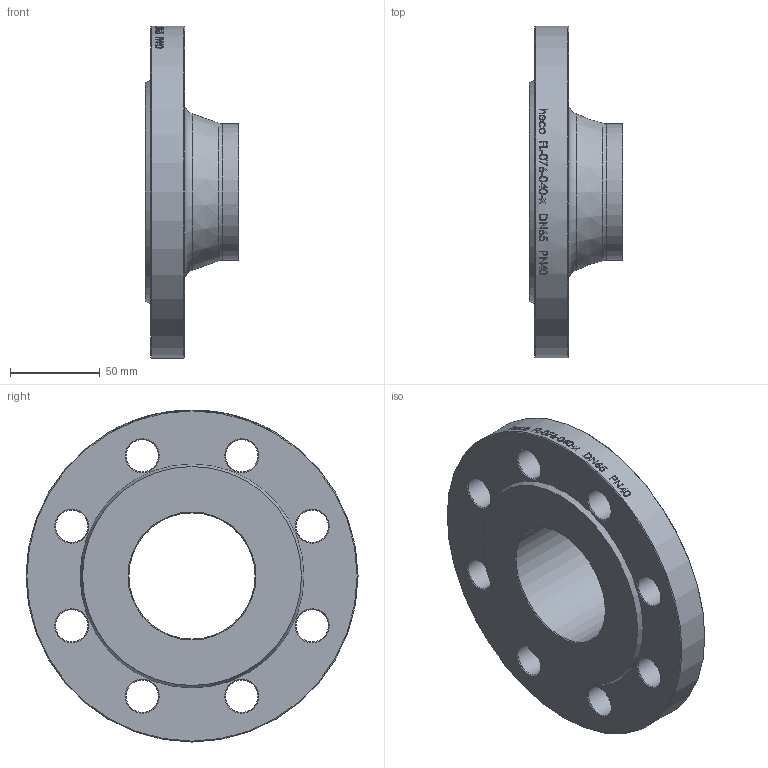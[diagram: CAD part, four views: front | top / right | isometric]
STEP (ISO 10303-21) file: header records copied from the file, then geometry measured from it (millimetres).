
FILE_DESCRIPTION (( 'STEP AP214' ), '1' );
FILE_NAME ('FL-076-040-x Vorschweissflansch PN40 DN65 iso DIN2635 2009.STEP', '2020-09-24T12:09:41', ( '' ), ( '' ), 'SwSTEP 2.0', 'SolidWorks 2019', '' );
FILE_SCHEMA (( 'AUTOMOTIVE_DESIGN' ));
Length unit declared in the file: millimetre
Products named in the file (1): FL-076-040-x Vorschweissflansch PN40 DN65 iso DIN2635 2009
Bounding box: 52 x 185 x 185 mm (x, y, z)
Volume: 460540.4 mm3; surface area: 78904.9 mm2
Topology: 1 solids, 1 shells, 74 faces, 334 edges, 299 vertices
Faces by surface type: cylinder 47, cone 21, plane 4, torus 2
Full cylindrical faces by diameter (mm): 18 x8, 70.3 x1, 76.1 x1, 185 x1
Entity records: 7452 total; most frequent: CARTESIAN_POINT 4620, ORIENTED_EDGE 574, DIRECTION 398, VERTEX_POINT 287, EDGE_CURVE 287, AXIS2_PLACEMENT_3D 177, EDGE_LOOP 164, B_SPLINE_CURVE_WITH_KNOTS 141
